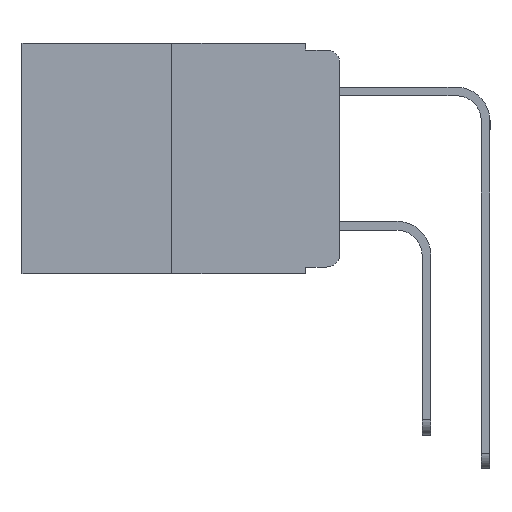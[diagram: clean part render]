
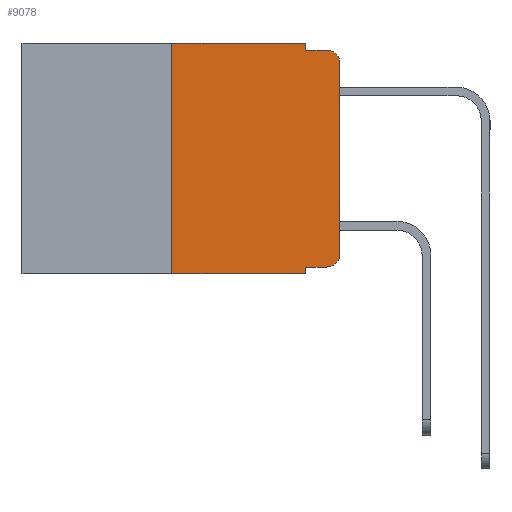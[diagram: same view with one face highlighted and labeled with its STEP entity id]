
A CAD part, left-side view. The second image highlights one B-rep face of the part: STEP entity #9078.
In plain terms, the highlighted planar face has unit normal (-1, 0, 0).
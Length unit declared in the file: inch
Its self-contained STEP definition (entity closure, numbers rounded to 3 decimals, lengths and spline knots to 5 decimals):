
#325 = LINE ( 'NONE', #8382, #4176 ) ;
#826 = EDGE_CURVE ( 'NONE', #14396, #16351, #12875, .T. ) ;
#850 = ORIENTED_EDGE ( 'NONE', *, *, #17757, .F. ) ;
#883 = DIRECTION ( 'NONE',  ( 0., 0., -1. ) ) ;
#1104 = LINE ( 'NONE', #9244, #16547 ) ;
#1214 = DIRECTION ( 'NONE',  ( 0., 0., -1. ) ) ;
#1468 = VERTEX_POINT ( 'NONE', #13579 ) ;
#1626 = ORIENTED_EDGE ( 'NONE', *, *, #10330, .T. ) ;
#1661 = LINE ( 'NONE', #17850, #13542 ) ;
#1882 = VECTOR ( 'NONE', #9782, 39.37008 ) ;
#1932 = EDGE_CURVE ( 'NONE', #16351, #3699, #6165, .T. ) ;
#2261 = CARTESIAN_POINT ( 'NONE',  ( 0., 0.051, 0. ) ) ;
#2902 = CARTESIAN_POINT ( 'NONE',  ( 0., 0.02, -0.03 ) ) ;
#3491 = CARTESIAN_POINT ( 'NONE',  ( 0., 0.25, -0.343 ) ) ;
#3521 = ORIENTED_EDGE ( 'NONE', *, *, #7818, .T. ) ;
#3634 = ORIENTED_EDGE ( 'NONE', *, *, #13727, .T. ) ;
#3699 = VERTEX_POINT ( 'NONE', #13069 ) ;
#3883 = DIRECTION ( 'NONE',  ( 0., 0., -1. ) ) ;
#4140 = ORIENTED_EDGE ( 'NONE', *, *, #11905, .F. ) ;
#4176 = VECTOR ( 'NONE', #9891, 39.37008 ) ;
#4260 = VECTOR ( 'NONE', #1214, 39.37008 ) ;
#4513 = DIRECTION ( 'NONE',  ( 0., 0., -1. ) ) ;
#4737 = LINE ( 'NONE', #12495, #16385 ) ;
#4837 = CARTESIAN_POINT ( 'NONE',  ( 0., 0.02, -0.333 ) ) ;
#5035 = DIRECTION ( 'NONE',  ( 0., -1., 0. ) ) ;
#5046 = ORIENTED_EDGE ( 'NONE', *, *, #826, .F. ) ;
#5835 = ORIENTED_EDGE ( 'NONE', *, *, #18743, .F. ) ;
#6165 = LINE ( 'NONE', #19967, #1882 ) ;
#6974 = CARTESIAN_POINT ( 'NONE',  ( 0., 0.051, -0.333 ) ) ;
#7280 = EDGE_CURVE ( 'NONE', #8838, #3699, #7435, .T. ) ;
#7435 = CIRCLE ( 'NONE', #18521, 0.02 ) ;
#7818 = EDGE_CURVE ( 'NONE', #15150, #9526, #1661, .T. ) ;
#7937 = LINE ( 'NONE', #2261, #15455 ) ;
#8085 = VERTEX_POINT ( 'NONE', #4837 ) ;
#8382 = CARTESIAN_POINT ( 'NONE',  ( 0., 0.051, -0.333 ) ) ;
#8776 = ORIENTED_EDGE ( 'NONE', *, *, #11703, .T. ) ;
#8838 = VERTEX_POINT ( 'NONE', #17284 ) ;
#9009 = VERTEX_POINT ( 'NONE', #19123 ) ;
#9078 = ADVANCED_FACE ( 'NONE', ( #15873 ), #19317, .F. ) ;
#9244 = CARTESIAN_POINT ( 'NONE',  ( 0., 0., 0. ) ) ;
#9320 = CARTESIAN_POINT ( 'NONE',  ( 0., 0.02, -0.313 ) ) ;
#9526 = VERTEX_POINT ( 'NONE', #19173 ) ;
#9782 = DIRECTION ( 'NONE',  ( 0., -1., 0. ) ) ;
#9891 = DIRECTION ( 'NONE',  ( 0., -1., 0. ) ) ;
#10318 = DIRECTION ( 'NONE',  ( 1., 0., 0. ) ) ;
#10330 = EDGE_CURVE ( 'NONE', #9009, #8838, #1104, .T. ) ;
#10747 = DIRECTION ( 'NONE',  ( 0., 0., 1. ) ) ;
#10821 = DIRECTION ( 'NONE',  ( 0., 0., -1. ) ) ;
#11419 = CARTESIAN_POINT ( 'NONE',  ( 0., 0.051, -0.01 ) ) ;
#11703 = EDGE_CURVE ( 'NONE', #8085, #9009, #20005, .T. ) ;
#11905 = EDGE_CURVE ( 'NONE', #1468, #14396, #16247, .T. ) ;
#12495 = CARTESIAN_POINT ( 'NONE',  ( 0., 0.25, 0. ) ) ;
#12875 = LINE ( 'NONE', #19179, #4260 ) ;
#13069 = CARTESIAN_POINT ( 'NONE',  ( 0., 0.02, -0.01 ) ) ;
#13263 = AXIS2_PLACEMENT_3D ( 'NONE', #14784, #10318, #883 ) ;
#13542 = VECTOR ( 'NONE', #17912, 39.37008 ) ;
#13579 = CARTESIAN_POINT ( 'NONE',  ( 0., 0.25, 0. ) ) ;
#13661 = DIRECTION ( 'NONE',  ( -1., 0., 0. ) ) ;
#13727 = EDGE_CURVE ( 'NONE', #18343, #8085, #325, .T. ) ;
#13756 = ORIENTED_EDGE ( 'NONE', *, *, #7280, .T. ) ;
#14031 = DIRECTION ( 'NONE',  ( 0., 0., 1. ) ) ;
#14396 = VERTEX_POINT ( 'NONE', #18386 ) ;
#14440 = EDGE_LOOP ( 'NONE', ( #1626, #13756, #16552, #5046, #4140, #5835, #3521, #850, #3634, #8776 ) ) ;
#14784 = CARTESIAN_POINT ( 'NONE',  ( 0., 0.473, 0. ) ) ;
#15150 = VERTEX_POINT ( 'NONE', #3491 ) ;
#15455 = VECTOR ( 'NONE', #3883, 39.37008 ) ;
#15734 = CARTESIAN_POINT ( 'NONE',  ( 0., 0.473, 0. ) ) ;
#15873 = FACE_OUTER_BOUND ( 'NONE', #14440, .T. ) ;
#16247 = LINE ( 'NONE', #15734, #19768 ) ;
#16351 = VERTEX_POINT ( 'NONE', #11419 ) ;
#16385 = VECTOR ( 'NONE', #14031, 39.37008 ) ;
#16547 = VECTOR ( 'NONE', #10747, 39.37008 ) ;
#16552 = ORIENTED_EDGE ( 'NONE', *, *, #1932, .F. ) ;
#17284 = CARTESIAN_POINT ( 'NONE',  ( 0., 0., -0.03 ) ) ;
#17757 = EDGE_CURVE ( 'NONE', #18343, #9526, #7937, .T. ) ;
#17850 = CARTESIAN_POINT ( 'NONE',  ( 0., 0.473, -0.343 ) ) ;
#17912 = DIRECTION ( 'NONE',  ( 0., -1., 0. ) ) ;
#18343 = VERTEX_POINT ( 'NONE', #6974 ) ;
#18386 = CARTESIAN_POINT ( 'NONE',  ( 0., 0.051, 0. ) ) ;
#18521 = AXIS2_PLACEMENT_3D ( 'NONE', #2902, #13661, #4513 ) ;
#18743 = EDGE_CURVE ( 'NONE', #15150, #1468, #4737, .T. ) ;
#18945 = AXIS2_PLACEMENT_3D ( 'NONE', #9320, #19806, #10821 ) ;
#19123 = CARTESIAN_POINT ( 'NONE',  ( 0., 0., -0.313 ) ) ;
#19173 = CARTESIAN_POINT ( 'NONE',  ( 0., 0.051, -0.343 ) ) ;
#19179 = CARTESIAN_POINT ( 'NONE',  ( 0., 0.051, 0. ) ) ;
#19317 = PLANE ( 'NONE',  #13263 ) ;
#19768 = VECTOR ( 'NONE', #5035, 39.37008 ) ;
#19806 = DIRECTION ( 'NONE',  ( -1., 0., 0. ) ) ;
#19967 = CARTESIAN_POINT ( 'NONE',  ( 0., 0.051, -0.01 ) ) ;
#20005 = CIRCLE ( 'NONE', #18945, 0.02 ) ;
